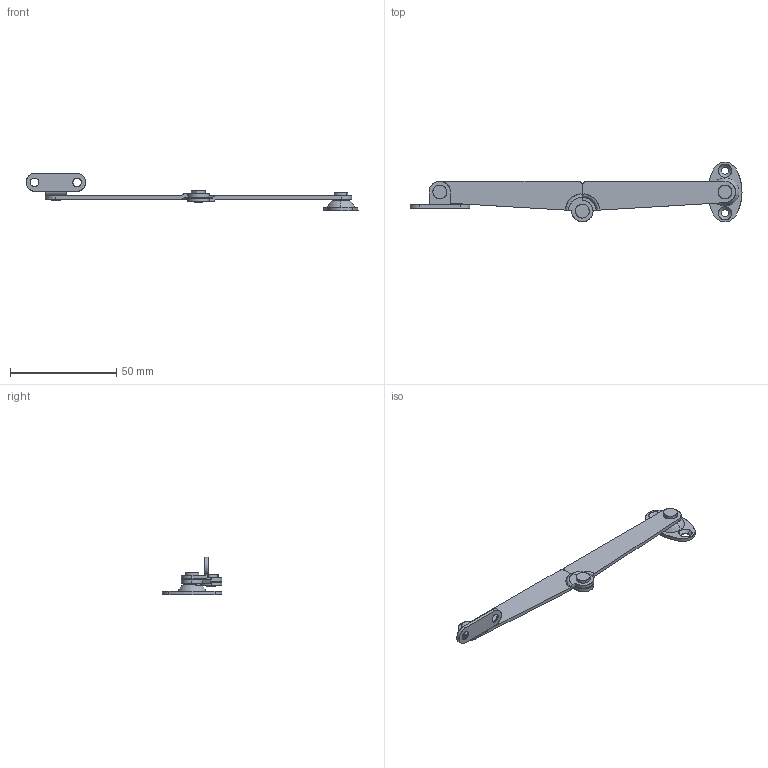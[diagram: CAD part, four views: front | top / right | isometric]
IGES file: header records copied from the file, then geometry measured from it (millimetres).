
Start section: SolidWorks IGES file using analytic representation for surfaces
Global section: file name: B-40-2-L.IGS,15; native system: HSolidWorks 2012; preprocessor: SolidWorks 2012; author: 1337yo; date: 130412.165802; units: millimetre
Bounding box: 156 x 28 x 17.7 mm (x, y, z)
Surface area: 6380.4 mm2 (no closed solid volume)
Topology: 0 solids, 0 shells, 120 faces, 2266 edges, 2266 vertices
Faces by surface type: revolution 77, bspline 43
